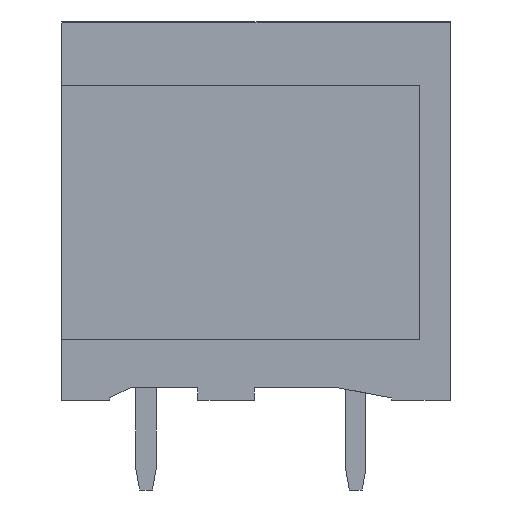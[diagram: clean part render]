
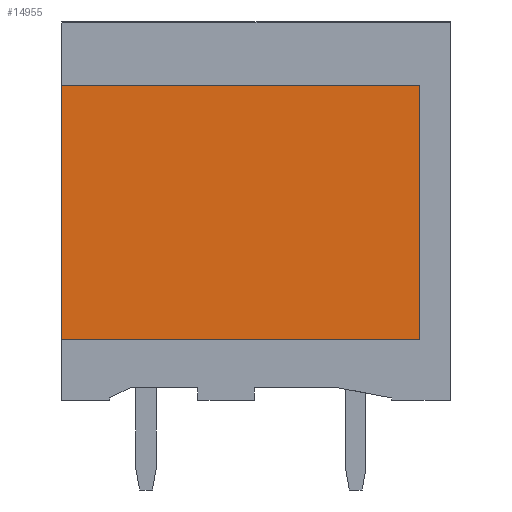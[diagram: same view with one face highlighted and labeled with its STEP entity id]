
A CAD part, left-side view. The second image highlights one B-rep face of the part: STEP entity #14955.
In plain terms, the highlighted planar face has unit normal (-1, 0, 0).
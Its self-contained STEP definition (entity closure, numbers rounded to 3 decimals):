
#14935=AXIS2_PLACEMENT_3D('Plane Axis2P3D',#14932,#14933,#14934) ;
#12542=CARTESIAN_POINT('Vertex',(1.1,15.2,5.9)) ;
#12545=CARTESIAN_POINT('Line Origine',(1.1,15.2,10.85)) ;
#12549=CARTESIAN_POINT('Vertex',(1.1,15.2,15.8)) ;
#14916=CARTESIAN_POINT('Vertex',(1.1,1.2,5.9)) ;
#14919=CARTESIAN_POINT('Line Origine',(1.1,8.2,5.9)) ;
#14932=CARTESIAN_POINT('Axis2P3D Location',(1.1,0.,5.9)) ;
#14937=CARTESIAN_POINT('Line Origine',(1.1,1.2,10.85)) ;
#14941=CARTESIAN_POINT('Vertex',(1.1,1.2,15.8)) ;
#14944=CARTESIAN_POINT('Line Origine',(1.1,8.2,15.8)) ;
#12546=DIRECTION('Vector Direction',(0.,0.,1.)) ;
#14920=DIRECTION('Vector Direction',(0.,1.,0.)) ;
#14933=DIRECTION('Axis2P3D Direction',(-1.,0.,0.)) ;
#14934=DIRECTION('Axis2P3D XDirection',(0.,0.,1.)) ;
#14938=DIRECTION('Vector Direction',(0.,0.,1.)) ;
#14945=DIRECTION('Vector Direction',(0.,1.,0.)) ;
#12547=VECTOR('Line Direction',#12546,1.) ;
#14921=VECTOR('Line Direction',#14920,1.) ;
#14939=VECTOR('Line Direction',#14938,1.) ;
#14946=VECTOR('Line Direction',#14945,1.) ;
#14950=ORIENTED_EDGE('',*,*,#14923,.F.) ;
#14951=ORIENTED_EDGE('',*,*,#14943,.T.) ;
#14952=ORIENTED_EDGE('',*,*,#14948,.T.) ;
#14953=ORIENTED_EDGE('',*,*,#12551,.F.) ;
#14955=ADVANCED_FACE('HOUSING',(#14954),#14936,.T.) ;
#12551=EDGE_CURVE('',#12543,#12550,#12548,.T.) ;
#14923=EDGE_CURVE('',#14917,#12543,#14922,.T.) ;
#14943=EDGE_CURVE('',#14917,#14942,#14940,.T.) ;
#14948=EDGE_CURVE('',#14942,#12550,#14947,.T.) ;
#14949=EDGE_LOOP('',(#14950,#14951,#14952,#14953)) ;
#14954=FACE_OUTER_BOUND('',#14949,.T.) ;
#12548=LINE('Line',#12545,#12547) ;
#14922=LINE('Line',#14919,#14921) ;
#14940=LINE('Line',#14937,#14939) ;
#14947=LINE('Line',#14944,#14946) ;
#14936=PLANE('',#14935) ;
#12543=VERTEX_POINT('',#12542) ;
#12550=VERTEX_POINT('',#12549) ;
#14917=VERTEX_POINT('',#14916) ;
#14942=VERTEX_POINT('',#14941) ;
